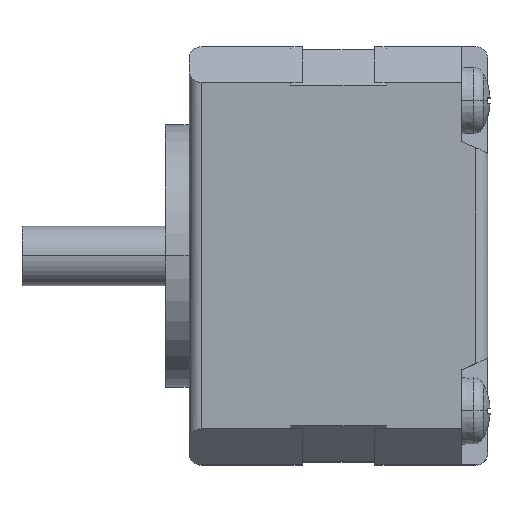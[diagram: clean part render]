
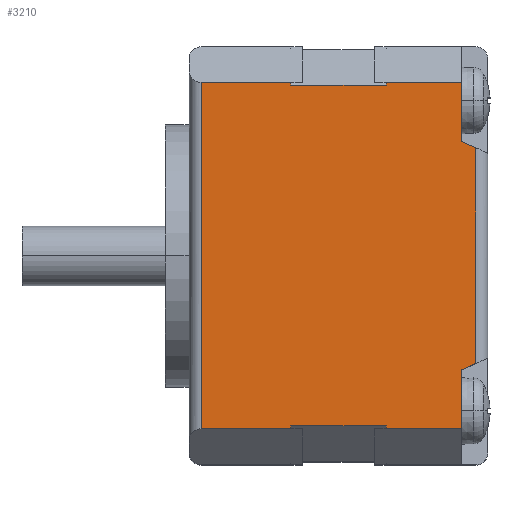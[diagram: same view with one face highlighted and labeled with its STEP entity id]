
A CAD part, top view. The second image highlights one B-rep face of the part: STEP entity #3210.
In plain terms, the highlighted planar face has unit normal (0, 0, 1).
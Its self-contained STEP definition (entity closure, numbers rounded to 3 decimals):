
#2075=CARTESIAN_POINT('POINT5636',(8.5,14.5,17.5));
#2076=VERTEX_POINT('VERTEX5636',#2075);
#2077=CARTESIAN_POINT('POS9046',(0.,14.5,
   17.5));
#2078=DIRECTION('DIR13724',(1.,0.,0.));
#2079=VECTOR('VEC4368',#2078,1.);
#2080=LINE('STRAIGHT4368',#2077,#2079);
#2136=CARTESIAN_POINT('POINT5642',(8.5,-14.5,17.5));
#2137=VERTEX_POINT('VERTEX5642',#2136);
#2144=CARTESIAN_POINT('POS9054',(0.,-14.5,
   17.5));
#2145=DIRECTION('DIR13733',(1.,0.,0.));
#2146=VECTOR('VEC4375',#2145,1.);
#2147=LINE('STRAIGHT4375',#2144,#2146);
#2177=CARTESIAN_POINT('POINT5646',(16.5,-14.5,17.5));
#2178=VERTEX_POINT('VERTEX5646',#2177);
#2179=CARTESIAN_POINT('POS9058',(15.5,-14.5,17.5));
#2180=DIRECTION('DIR13738',(1.,0.,0.));
#2181=VECTOR('VEC4378',#2180,1.);
#2182=LINE('STRAIGHT4378',#2179,#2181);
#2312=CARTESIAN_POINT('POINT5653',(16.5,-14.25,17.5));
#2313=VERTEX_POINT('VERTEX5653',#2312);
#2321=CARTESIAN_POINT('POS9074',(16.5,-7.25,17.5));
#2322=DIRECTION('DIR13762',(0.,-1.,0.));
#2323=VECTOR('VEC4386',#2322,1.);
#2324=LINE('STRAIGHT4386',#2321,#2323);
#2325=EDGE_CURVE('EDGE8626',#2313,#2178,#2324,.T.);
#2335=CARTESIAN_POINT('POINT5654',(8.5,-14.25,17.5));
#2336=VERTEX_POINT('VERTEX5654',#2335);
#2343=CARTESIAN_POINT('POS9077',(8.5,-7.25,17.5));
#2344=DIRECTION('DIR13766',(0.,1.,0.));
#2345=VECTOR('VEC4388',#2344,1.);
#2346=LINE('STRAIGHT4388',#2343,#2345);
#2347=EDGE_CURVE('EDGE8628',#2137,#2336,#2346,.T.);
#2358=CARTESIAN_POINT('POINT5655',(8.5,14.25,17.5));
#2359=VERTEX_POINT('VERTEX5655',#2358);
#2367=EDGE_CURVE('EDGE8630',#2359,#2076,#2346,.T.);
#2374=CARTESIAN_POINT('POINT5657',(16.5,14.25,17.5));
#2375=VERTEX_POINT('VERTEX5657',#2374);
#2382=CARTESIAN_POINT('POINT5658',(16.5,14.5,17.5));
#2383=VERTEX_POINT('VERTEX5658',#2382);
#2384=EDGE_CURVE('EDGE8632',#2383,#2375,#2324,.T.);
#2478=CARTESIAN_POINT('POINT5667',(22.8,-14.5,17.5));
#2479=VERTEX_POINT('VERTEX5667',#2478);
#2486=EDGE_CURVE('EDGE8643',#2178,#2479,#2182,.T.);
#2575=CARTESIAN_POINT('POS9101',(8.5,14.25,17.5));
#2576=DIRECTION('DIR13805',(1.,0.,0.));
#2577=VECTOR('VEC4397',#2576,1.);
#2578=LINE('STRAIGHT4397',#2575,#2577);
#2579=EDGE_CURVE('EDGE8653',#2359,#2375,#2578,.T.);
#2849=CARTESIAN_POINT('POINT5688',(1.,14.5,
   17.5));
#2850=VERTEX_POINT('VERTEX5688',#2849);
#2858=EDGE_CURVE('EDGE8681',#2850,#2076,#2080,.T.);
#2899=CARTESIAN_POINT('POINT5692',(1.,-14.5,17.5));
#2900=VERTEX_POINT('VERTEX5692',#2899);
#2908=CARTESIAN_POINT('POS9136',(1.,17.5,
   17.5));
#2909=DIRECTION('DIR13856',(0.,1.,0.));
#2910=VECTOR('VEC4416',#2909,1.);
#2911=LINE('STRAIGHT4416',#2908,#2910);
#2912=EDGE_CURVE('EDGE8687',#2900,#2850,#2911,.T.);
#2945=EDGE_CURVE('EDGE8691',#2900,#2137,#2147,.T.);
#3001=CARTESIAN_POINT('POS9145',(8.5,-14.25,17.5));
#3002=DIRECTION('DIR13868',(1.,0.,0.));
#3003=VECTOR('VEC4422',#3002,1.);
#3004=LINE('STRAIGHT4422',#3001,#3003);
#3005=EDGE_CURVE('EDGE8698',#2336,#2313,#3004,.T.);
#3081=CARTESIAN_POINT('POINT5703',(22.8,-9.575,17.5));
#3082=VERTEX_POINT('VERTEX5703',#3081);
#3089=CARTESIAN_POINT('POS9155',(22.8,14.5,17.5));
#3090=DIRECTION('DIR13880',(0.,1.,0.));
#3091=VECTOR('VEC4430',#3090,1.);
#3092=LINE('STRAIGHT4430',#3089,#3091);
#3093=EDGE_CURVE('EDGE8706',#2479,#3082,#3092,.T.);
#3158=CARTESIAN_POINT('POINT5707',(24.,9.03,
   17.5));
#3159=VERTEX_POINT('VERTEX5707',#3158);
#3160=CARTESIAN_POINT('POINT5708',(24.,-9.03,
   17.5));
#3161=VERTEX_POINT('VERTEX5708',#3160);
#3162=CARTESIAN_POINT('POS9163',(24.,-9.575,17.5));
#3163=DIRECTION('DIR13891',(0.,-1.,0.));
#3164=VECTOR('VEC4435',#3163,1.);
#3165=LINE('STRAIGHT4435',#3162,#3164);
#3166=EDGE_CURVE('EDGE8713',#3159,#3161,#3165,.T.);
#3167=ORIENTED_EDGE('COEDGE17364',*,*,#3166,.F.);
#3168=CARTESIAN_POINT('POINT5709',(22.8,9.575,17.5));
#3169=VERTEX_POINT('VERTEX5709',#3168);
#3170=CARTESIAN_POINT('POS9164',(22.8,9.575,17.5));
#3171=DIRECTION('DIR13892',(0.91,-0.414
   ,0.));
#3172=VECTOR('VEC4436',#3171,1.);
#3173=LINE('STRAIGHT4436',#3170,#3172);
#3174=EDGE_CURVE('EDGE8714',#3169,#3159,#3173,.T.);
#3175=ORIENTED_EDGE('COEDGE17365',*,*,#3174,.F.);
#3176=CARTESIAN_POINT('POINT5710',(22.8,14.5,17.5));
#3177=VERTEX_POINT('VERTEX5710',#3176);
#3178=EDGE_CURVE('EDGE8715',#3169,#3177,#3092,.T.);
#3179=ORIENTED_EDGE('COEDGE17366',*,*,#3178,.T.);
#3180=CARTESIAN_POINT('POS9165',(15.5,14.5,17.5));
#3181=DIRECTION('DIR13893',(1.,0.,0.));
#3182=VECTOR('VEC4437',#3181,1.);
#3183=LINE('STRAIGHT4437',#3180,#3182);
#3184=EDGE_CURVE('EDGE8716',#2383,#3177,#3183,.T.);
#3185=ORIENTED_EDGE('COEDGE17367',*,*,#3184,.F.);
#3186=ORIENTED_EDGE('COEDGE17368',*,*,#2384,.T.);
#3187=ORIENTED_EDGE('COEDGE17369',*,*,#2579,.F.);
#3188=ORIENTED_EDGE('COEDGE17370',*,*,#2367,.T.);
#3189=ORIENTED_EDGE('COEDGE17371',*,*,#2858,.F.);
#3190=ORIENTED_EDGE('COEDGE17372',*,*,#2912,.F.);
#3191=ORIENTED_EDGE('COEDGE17373',*,*,#2945,.T.);
#3192=ORIENTED_EDGE('COEDGE17374',*,*,#2347,.T.);
#3193=ORIENTED_EDGE('COEDGE17375',*,*,#3005,.T.);
#3194=ORIENTED_EDGE('COEDGE17376',*,*,#2325,.T.);
#3195=ORIENTED_EDGE('COEDGE17377',*,*,#2486,.T.);
#3196=ORIENTED_EDGE('COEDGE17378',*,*,#3093,.T.);
#3197=CARTESIAN_POINT('POS9166',(25.,-8.575,17.5));
#3198=DIRECTION('DIR13894',(-0.91,
   -0.414,0.));
#3199=VECTOR('VEC4438',#3198,1.);
#3200=LINE('STRAIGHT4438',#3197,#3199);
#3201=EDGE_CURVE('EDGE8717',#3161,#3082,#3200,.T.);
#3202=ORIENTED_EDGE('COEDGE17379',*,*,#3201,.F.);
#3203=EDGE_LOOP('NONE',(#3167,#3175,#3179,#3185,#3186,#3187,#3188,#3189,
   #3190,#3191,#3192,#3193,#3194,#3195,#3196,#3202));
#3204=FACE_BOUND('LOOP1',#3203,.T.);
#3205=CARTESIAN_POINT('POS9167',(15.5,-14.5,17.5));
#3206=DIRECTION('DIR13895',(0.,0.,1.));
#3207=DIRECTION('DIR13896',(1.,0.,0.));
#3208=AXIS2_PLACEMENT_3D('AXIS4729',#3205,#3206,#3207);
#3209=PLANE('PLANE1343',#3208);
#3210=ADVANCED_FACE('FACE3387',(#3204),#3209,.T.);
